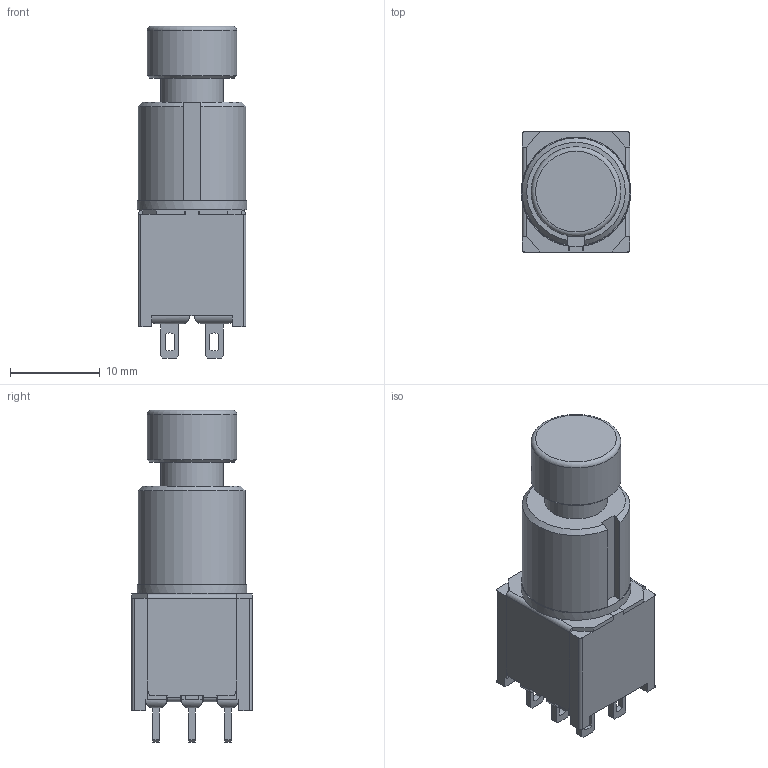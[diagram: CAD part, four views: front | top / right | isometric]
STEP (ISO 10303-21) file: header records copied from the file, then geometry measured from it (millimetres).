
FILE_DESCRIPTION(/* description */ (''),/* implementation_level */ '2;1');
FILE_NAME(/* name */ 'FS5700DPLT2B2M1QE.stp',/* time_stamp */ '2025-05-19T15:05:07-05:00',/* author */ ('mroman'),/* organization */ (''),/* preprocessor_version */ 'ST-DEVELOPER v18.1',/* originating_system */ 'Autodesk Inventor 2022',/* authorisation */ '');
FILE_SCHEMA (('AUTOMOTIVE_DESIGN { 1 0 10303 214 3 1 1 }'));
Length unit declared in the file: centimetre
Products named in the file (1): FS5700DPLT2B2M1QE
Bounding box: 12.2 x 13.4 x 37 mm (x, y, z)
Volume: 2138.6 mm3; surface area: 3375.9 mm2
Topology: 1 solids, 1 shells, 344 faces, 935 edges, 610 vertices
Faces by surface type: plane 258, cylinder 83, cone 2, torus 1
Full cylindrical faces by diameter (mm): 7 x1, 9 x1, 10 x1, 12.2 x1
Entity records: 10808 total; most frequent: CARTESIAN_POINT 1894, ORIENTED_EDGE 1870, DIRECTION 1811, EDGE_CURVE 935, LINE 745, VECTOR 745, VERTEX_POINT 610, AXIS2_PLACEMENT_3D 533
